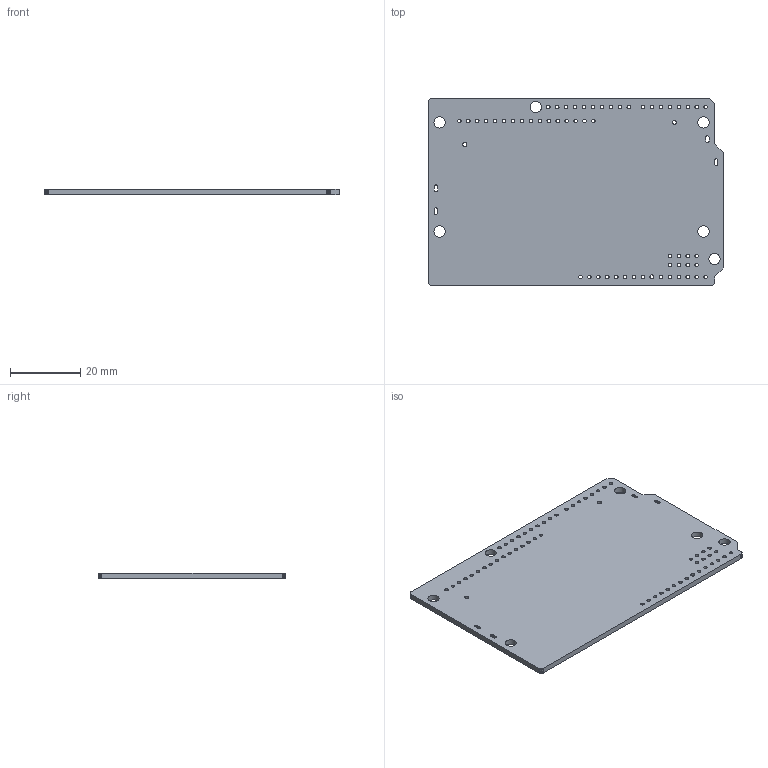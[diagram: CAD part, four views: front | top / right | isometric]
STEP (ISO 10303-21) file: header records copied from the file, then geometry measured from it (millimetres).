
FILE_DESCRIPTION(('PTSolns Interface Shield'),'2;1');
FILE_NAME( 'PTSolns_Interface_Shield.step', '2025-02-14T10:51:02', ('PTSolns'), (''), 'v1.0', '', '');
FILE_SCHEMA(('AUTOMOTIVE_DESIGN { 1 0 10303 214 1 1 1 1 }'));
Length unit declared in the file: millimetre
Products named in the file (2): PTSolns_Interface_Shield
Assembly tree (1 placements, depth 2):
  PTSolns_Interface_Shield
    PTSolns_Interface_Shield
Bounding box: 83.82 x 53.34 x 1.6 mm (x, y, z)
Volume: 6913.4 mm3; surface area: 9500.6 mm2
Topology: 1 solids, 1 shells, 196 faces, 582 edges, 388 vertices
Faces by surface type: plane 131, cylinder 65
Full cylindrical faces by diameter (mm): 1 x56, 1.152 x3, 3.2 x6
Entity records: 14837 total; most frequent: CARTESIAN_POINT 3112, DIRECTION 2142, LINE 1486, VECTOR 1486, ORIENTED_EDGE 1164, PCURVE 1164, DEFINITIONAL_REPRESENTATION 1164, EDGE_CURVE 582
